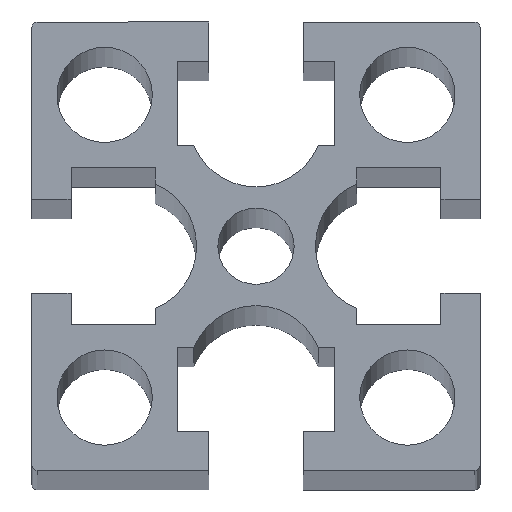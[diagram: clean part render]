
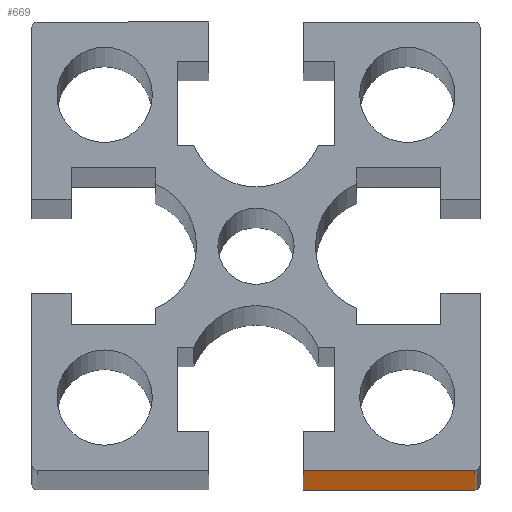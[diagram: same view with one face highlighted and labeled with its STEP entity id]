
A CAD part, top view. The second image highlights one B-rep face of the part: STEP entity #669.
In plain terms, the highlighted planar face has unit normal (0, -1, 0).
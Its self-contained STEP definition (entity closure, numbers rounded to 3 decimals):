
#28 = ORIENTED_EDGE ( 'NONE', *, *, #309, .F. ) ;
#97 = EDGE_LOOP ( 'NONE', ( #28, #1418, #1608, #1701 ) ) ;
#104 = VERTEX_POINT ( 'NONE', #1680 ) ;
#115 = EDGE_CURVE ( 'NONE', #933, #104, #1992, .T. ) ;
#296 = LINE ( 'NONE', #1789, #330 ) ;
#300 = LINE ( 'NONE', #1741, #700 ) ;
#309 = EDGE_CURVE ( 'NONE', #104, #1051, #300, .T. ) ;
#330 = VECTOR ( 'NONE', #1632, 1000. ) ;
#579 = FACE_OUTER_BOUND ( 'NONE', #97, .T. ) ;
#669 = ADVANCED_FACE ( 'NONE', ( #579 ), #1864, .T. ) ;
#700 = VECTOR ( 'NONE', #1247, 1000. ) ;
#916 = DIRECTION ( 'NONE',  ( 0., -1., 0. ) ) ;
#933 = VERTEX_POINT ( 'NONE', #1346 ) ;
#944 = VECTOR ( 'NONE', #1008, 1000. ) ;
#946 = AXIS2_PLACEMENT_3D ( 'NONE', #1253, #916, #1567 ) ;
#1008 = DIRECTION ( 'NONE',  ( 0., 0., -1. ) ) ;
#1051 = VERTEX_POINT ( 'NONE', #1683 ) ;
#1146 = CARTESIAN_POINT ( 'NONE',  ( 0., -20., 1000. ) ) ;
#1166 = CARTESIAN_POINT ( 'NONE',  ( 19.5, -20., 1000. ) ) ;
#1247 = DIRECTION ( 'NONE',  ( -1., 0., 0. ) ) ;
#1253 = CARTESIAN_POINT ( 'NONE',  ( 0., -20., 1000. ) ) ;
#1346 = CARTESIAN_POINT ( 'NONE',  ( 19.5, -20., 1000. ) ) ;
#1377 = CARTESIAN_POINT ( 'NONE',  ( 4.2, -20., 1000. ) ) ;
#1418 = ORIENTED_EDGE ( 'NONE', *, *, #115, .F. ) ;
#1434 = LINE ( 'NONE', #1146, #2073 ) ;
#1460 = VERTEX_POINT ( 'NONE', #1377 ) ;
#1531 = EDGE_CURVE ( 'NONE', #933, #1460, #1434, .T. ) ;
#1567 = DIRECTION ( 'NONE',  ( 0., 0., -1. ) ) ;
#1608 = ORIENTED_EDGE ( 'NONE', *, *, #1531, .T. ) ;
#1632 = DIRECTION ( 'NONE',  ( 0., 0., -1. ) ) ;
#1680 = CARTESIAN_POINT ( 'NONE',  ( 19.5, -20., 0. ) ) ;
#1683 = CARTESIAN_POINT ( 'NONE',  ( 4.2, -20., 0. ) ) ;
#1701 = ORIENTED_EDGE ( 'NONE', *, *, #2051, .T. ) ;
#1741 = CARTESIAN_POINT ( 'NONE',  ( 0., -20., 0. ) ) ;
#1789 = CARTESIAN_POINT ( 'NONE',  ( 4.2, -20., 1000. ) ) ;
#1864 = PLANE ( 'NONE',  #946 ) ;
#1913 = DIRECTION ( 'NONE',  ( -1., 0., 0. ) ) ;
#1992 = LINE ( 'NONE', #1166, #944 ) ;
#2051 = EDGE_CURVE ( 'NONE', #1460, #1051, #296, .T. ) ;
#2073 = VECTOR ( 'NONE', #1913, 1000. ) ;
